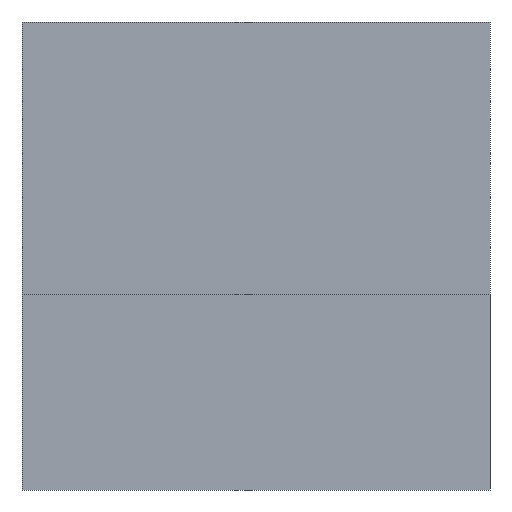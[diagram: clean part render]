
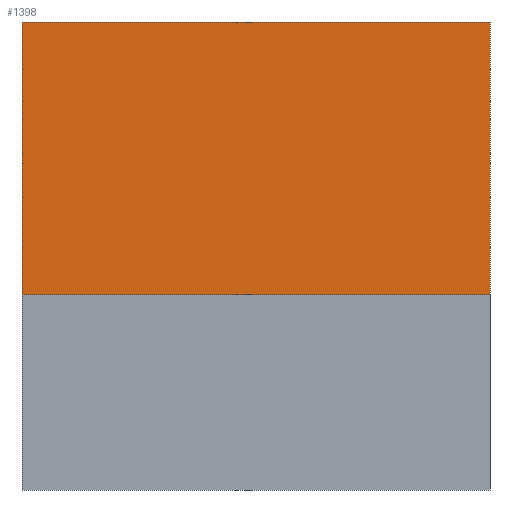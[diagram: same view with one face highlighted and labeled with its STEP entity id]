
A CAD part, front view. The second image highlights one B-rep face of the part: STEP entity #1398.
In plain terms, the highlighted planar face has unit normal (0, -1, 0).
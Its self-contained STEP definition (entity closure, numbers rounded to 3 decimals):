
#44 = PLANE('',#45);
#45 = AXIS2_PLACEMENT_3D('',#46,#47,#48);
#46 = CARTESIAN_POINT('',(12.,-1.87,1.577));
#47 = DIRECTION('',(1.,0.,0.));
#48 = DIRECTION('',(0.,0.,1.));
#158 = PLANE('',#159);
#159 = AXIS2_PLACEMENT_3D('',#160,#161,#162);
#160 = CARTESIAN_POINT('',(-12.,-1.87,1.577));
#161 = DIRECTION('',(-1.,-0.,-0.));
#162 = DIRECTION('',(0.,0.,-1.));
#336 = VERTEX_POINT('',#337);
#337 = CARTESIAN_POINT('',(12.,-3.,14.));
#351 = PLANE('',#352);
#352 = AXIS2_PLACEMENT_3D('',#353,#354,#355);
#353 = CARTESIAN_POINT('',(0.,6.22,14.));
#354 = DIRECTION('',(0.,0.,1.));
#355 = DIRECTION('',(1.,0.,0.));
#363 = EDGE_CURVE('',#364,#336,#366,.T.);
#364 = VERTEX_POINT('',#365);
#365 = CARTESIAN_POINT('',(12.,-3.,0.));
#366 = SURFACE_CURVE('',#367,(#371,#378),.PCURVE_S1.);
#367 = LINE('',#368,#369);
#368 = CARTESIAN_POINT('',(12.,-3.,0.));
#369 = VECTOR('',#370,1.);
#370 = DIRECTION('',(0.,0.,1.));
#371 = PCURVE('',#44,#372);
#372 = DEFINITIONAL_REPRESENTATION('',(#373),#377);
#373 = LINE('',#374,#375);
#374 = CARTESIAN_POINT('',(-1.577,1.13));
#375 = VECTOR('',#376,1.);
#376 = DIRECTION('',(1.,0.));
#377 = ( GEOMETRIC_REPRESENTATION_CONTEXT(2) 
PARAMETRIC_REPRESENTATION_CONTEXT() REPRESENTATION_CONTEXT('2D SPACE',''
  ) );
#378 = PCURVE('',#379,#384);
#379 = PLANE('',#380);
#380 = AXIS2_PLACEMENT_3D('',#381,#382,#383);
#381 = CARTESIAN_POINT('',(12.,-3.,0.));
#382 = DIRECTION('',(0.,-1.,0.));
#383 = DIRECTION('',(-1.,0.,0.));
#384 = DEFINITIONAL_REPRESENTATION('',(#385),#389);
#385 = LINE('',#386,#387);
#386 = CARTESIAN_POINT('',(0.,-0.));
#387 = VECTOR('',#388,1.);
#388 = DIRECTION('',(0.,-1.));
#389 = ( GEOMETRIC_REPRESENTATION_CONTEXT(2) 
PARAMETRIC_REPRESENTATION_CONTEXT() REPRESENTATION_CONTEXT('2D SPACE',''
  ) );
#407 = PLANE('',#408);
#408 = AXIS2_PLACEMENT_3D('',#409,#410,#411);
#409 = CARTESIAN_POINT('',(-12.,0.,0.));
#410 = DIRECTION('',(0.,0.,-1.));
#411 = DIRECTION('',(0.,-1.,0.));
#1024 = VERTEX_POINT('',#1025);
#1025 = CARTESIAN_POINT('',(-12.,-3.,0.));
#1046 = EDGE_CURVE('',#1024,#1047,#1049,.T.);
#1047 = VERTEX_POINT('',#1048);
#1048 = CARTESIAN_POINT('',(-12.,-3.,14.));
#1049 = SURFACE_CURVE('',#1050,(#1054,#1061),.PCURVE_S1.);
#1050 = LINE('',#1051,#1052);
#1051 = CARTESIAN_POINT('',(-12.,-3.,0.));
#1052 = VECTOR('',#1053,1.);
#1053 = DIRECTION('',(0.,0.,1.));
#1054 = PCURVE('',#158,#1055);
#1055 = DEFINITIONAL_REPRESENTATION('',(#1056),#1060);
#1056 = LINE('',#1057,#1058);
#1057 = CARTESIAN_POINT('',(1.577,1.13));
#1058 = VECTOR('',#1059,1.);
#1059 = DIRECTION('',(-1.,0.));
#1060 = ( GEOMETRIC_REPRESENTATION_CONTEXT(2) 
PARAMETRIC_REPRESENTATION_CONTEXT() REPRESENTATION_CONTEXT('2D SPACE',''
  ) );
#1061 = PCURVE('',#379,#1062);
#1062 = DEFINITIONAL_REPRESENTATION('',(#1063),#1067);
#1063 = LINE('',#1064,#1065);
#1064 = CARTESIAN_POINT('',(24.,0.));
#1065 = VECTOR('',#1066,1.);
#1066 = DIRECTION('',(0.,-1.));
#1067 = ( GEOMETRIC_REPRESENTATION_CONTEXT(2) 
PARAMETRIC_REPRESENTATION_CONTEXT() REPRESENTATION_CONTEXT('2D SPACE',''
  ) );
#1224 = EDGE_CURVE('',#336,#1047,#1225,.T.);
#1225 = SURFACE_CURVE('',#1226,(#1230,#1237),.PCURVE_S1.);
#1226 = LINE('',#1227,#1228);
#1227 = CARTESIAN_POINT('',(12.,-3.,14.));
#1228 = VECTOR('',#1229,1.);
#1229 = DIRECTION('',(-1.,0.,0.));
#1230 = PCURVE('',#351,#1231);
#1231 = DEFINITIONAL_REPRESENTATION('',(#1232),#1236);
#1232 = LINE('',#1233,#1234);
#1233 = CARTESIAN_POINT('',(12.,-9.22));
#1234 = VECTOR('',#1235,1.);
#1235 = DIRECTION('',(-1.,0.));
#1236 = ( GEOMETRIC_REPRESENTATION_CONTEXT(2) 
PARAMETRIC_REPRESENTATION_CONTEXT() REPRESENTATION_CONTEXT('2D SPACE',''
  ) );
#1237 = PCURVE('',#379,#1238);
#1238 = DEFINITIONAL_REPRESENTATION('',(#1239),#1243);
#1239 = LINE('',#1240,#1241);
#1240 = CARTESIAN_POINT('',(0.,-14.));
#1241 = VECTOR('',#1242,1.);
#1242 = DIRECTION('',(1.,0.));
#1243 = ( GEOMETRIC_REPRESENTATION_CONTEXT(2) 
PARAMETRIC_REPRESENTATION_CONTEXT() REPRESENTATION_CONTEXT('2D SPACE',''
  ) );
#1398 = ADVANCED_FACE('',(#1399),#379,.T.);
#1399 = FACE_BOUND('',#1400,.T.);
#1400 = EDGE_LOOP('',(#1401,#1402,#1403,#1404));
#1401 = ORIENTED_EDGE('',*,*,#363,.T.);
#1402 = ORIENTED_EDGE('',*,*,#1224,.T.);
#1403 = ORIENTED_EDGE('',*,*,#1046,.F.);
#1404 = ORIENTED_EDGE('',*,*,#1405,.F.);
#1405 = EDGE_CURVE('',#364,#1024,#1406,.T.);
#1406 = SURFACE_CURVE('',#1407,(#1411,#1418),.PCURVE_S1.);
#1407 = LINE('',#1408,#1409);
#1408 = CARTESIAN_POINT('',(12.,-3.,0.));
#1409 = VECTOR('',#1410,1.);
#1410 = DIRECTION('',(-1.,0.,0.));
#1411 = PCURVE('',#379,#1412);
#1412 = DEFINITIONAL_REPRESENTATION('',(#1413),#1417);
#1413 = LINE('',#1414,#1415);
#1414 = CARTESIAN_POINT('',(0.,-0.));
#1415 = VECTOR('',#1416,1.);
#1416 = DIRECTION('',(1.,0.));
#1417 = ( GEOMETRIC_REPRESENTATION_CONTEXT(2) 
PARAMETRIC_REPRESENTATION_CONTEXT() REPRESENTATION_CONTEXT('2D SPACE',''
  ) );
#1418 = PCURVE('',#407,#1419);
#1419 = DEFINITIONAL_REPRESENTATION('',(#1420),#1424);
#1420 = LINE('',#1421,#1422);
#1421 = CARTESIAN_POINT('',(3.,-24.));
#1422 = VECTOR('',#1423,1.);
#1423 = DIRECTION('',(0.,1.));
#1424 = ( GEOMETRIC_REPRESENTATION_CONTEXT(2) 
PARAMETRIC_REPRESENTATION_CONTEXT() REPRESENTATION_CONTEXT('2D SPACE',''
  ) );
